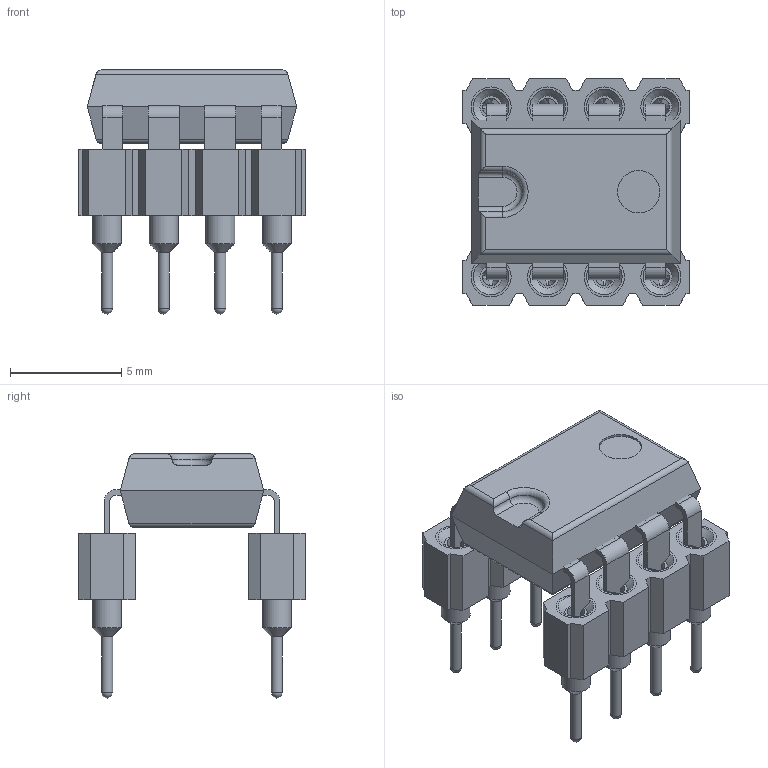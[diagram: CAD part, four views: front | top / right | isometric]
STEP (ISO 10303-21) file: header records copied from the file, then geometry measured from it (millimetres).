
FILE_DESCRIPTION(('STEP AP214'), '1');
FILE_NAME('DIP on SCSL', '', ('UNSPECIFIED'), ('UNSPECIFIED'), 'ASCON STEP Converter 1.6', 'ASCON Math Kernel', '');
FILE_SCHEMA(('AUTOMOTIVE_DESIGN { 1 0 10303 214 3 1 1}'));
Length unit declared in the file: millimetre
Products named in the file (3): SCSL; DIP
Assembly tree (3 placements, depth 2):
  (unnamed)
    SCSL  x2
    DIP
Bounding box: 10.16 x 10.16 x 10.95 mm (x, y, z)
Volume: 317.2 mm3; surface area: 1049.7 mm2
Topology: 27 solids, 27 shells, 546 faces, 1288 edges, 798 vertices
Faces by surface type: plane 353, cylinder 95, cone 88, sphere 8, torus 2
Full cylindrical faces by diameter (mm): 0.5 x8, 0.8 x8, 1 x16, 1.3 x16, 1.8 x16, 1.9 x1, 2.8 x1
Entity records: 13278 total; most frequent: CARTESIAN_POINT 2386, DIRECTION 1607, ORIENTED_EDGE 1548, EDGE_CURVE 774, AXIS2_PLACEMENT_3D 559, VERTEX_POINT 514, LINE 489, VECTOR 489
